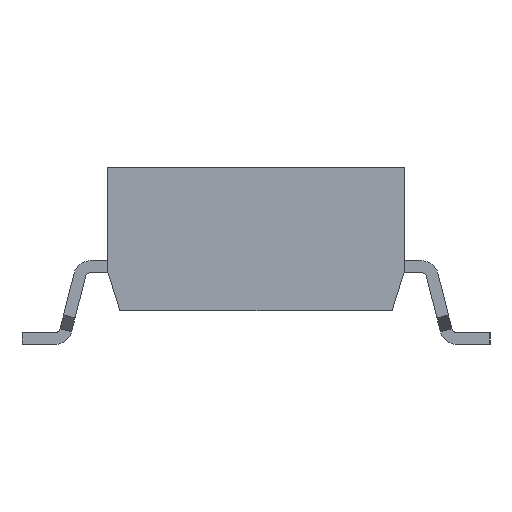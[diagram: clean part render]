
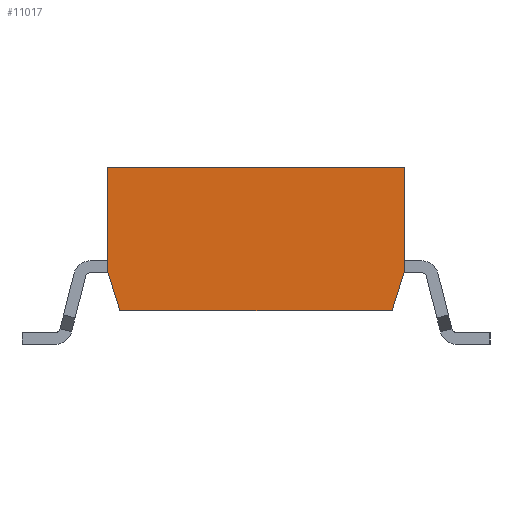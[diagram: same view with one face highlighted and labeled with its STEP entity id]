
A CAD part, left-side view. The second image highlights one B-rep face of the part: STEP entity #11017.
In plain terms, the highlighted planar face has unit normal (-1, 0, 0).
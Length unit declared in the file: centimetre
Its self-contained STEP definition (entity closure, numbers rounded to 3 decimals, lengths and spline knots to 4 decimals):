
#1107=FACE_OUTER_BOUND('',#1721,.T.);
#1721=EDGE_LOOP('',(#9989,#9990,#9991,#9992,#9993,#9994));
#2799=LINE('',#18529,#4059);
#2953=LINE('',#18843,#4213);
#2965=LINE('',#18860,#4225);
#2977=LINE('',#18875,#4237);
#2980=LINE('',#18879,#4240);
#2982=LINE('',#18883,#4242);
#4059=VECTOR('',#13825,1.);
#4213=VECTOR('',#14119,1.);
#4225=VECTOR('',#14133,1.);
#4237=VECTOR('',#14147,1.);
#4240=VECTOR('',#14152,1.);
#4242=VECTOR('',#14158,1.);
#5161=VERTEX_POINT('',#18526);
#5162=VERTEX_POINT('',#18528);
#5251=VERTEX_POINT('',#18841);
#5252=VERTEX_POINT('',#18842);
#5255=VERTEX_POINT('',#18858);
#5256=VERTEX_POINT('',#18859);
#6655=EDGE_CURVE('',#5162,#5161,#2799,.T.);
#6809=EDGE_CURVE('',#5251,#5252,#2953,.T.);
#6821=EDGE_CURVE('',#5255,#5256,#2965,.T.);
#6833=EDGE_CURVE('',#5251,#5161,#2977,.T.);
#6836=EDGE_CURVE('',#5256,#5162,#2980,.T.);
#6838=EDGE_CURVE('',#5255,#5252,#2982,.T.);
#9989=ORIENTED_EDGE('',*,*,#6809,.T.);
#9990=ORIENTED_EDGE('',*,*,#6838,.F.);
#9991=ORIENTED_EDGE('',*,*,#6821,.T.);
#9992=ORIENTED_EDGE('',*,*,#6836,.T.);
#9993=ORIENTED_EDGE('',*,*,#6655,.T.);
#9994=ORIENTED_EDGE('',*,*,#6833,.F.);
#10427=PLANE('',#11653);
#11017=ADVANCED_FACE('',(#1107),#10427,.T.);
#11653=AXIS2_PLACEMENT_3D('',#18882,#14156,#14157);
#13825=DIRECTION('',(0.,1.,0.));
#14119=DIRECTION('',(0.,-0.298,-0.954));
#14133=DIRECTION('',(0.,-0.298,0.954));
#14147=DIRECTION('',(0.,0.,1.));
#14152=DIRECTION('',(0.,0.,1.));
#14156=DIRECTION('center_axis',(-1.,0.,0.));
#14157=DIRECTION('ref_axis',(0.,0.,1.));
#14158=DIRECTION('',(0.,1.,0.));
#18526=CARTESIAN_POINT('',(-1.063,0.31,0.3));
#18528=CARTESIAN_POINT('',(-1.063,-0.31,0.3));
#18529=CARTESIAN_POINT('',(-1.063,-0.31,0.3));
#18841=CARTESIAN_POINT('',(-1.063,0.31,0.08));
#18842=CARTESIAN_POINT('',(-1.063,0.285,0.));
#18843=CARTESIAN_POINT('',(-1.063,0.271,-0.0447));
#18858=CARTESIAN_POINT('',(-1.063,-0.285,0.));
#18859=CARTESIAN_POINT('',(-1.063,-0.31,0.08));
#18860=CARTESIAN_POINT('',(-1.063,-0.2861,0.0036));
#18875=CARTESIAN_POINT('',(-1.063,0.31,0.));
#18879=CARTESIAN_POINT('',(-1.063,-0.31,0.));
#18882=CARTESIAN_POINT('Origin',(-1.063,-0.31,0.));
#18883=CARTESIAN_POINT('',(-1.063,-0.31,0.));
